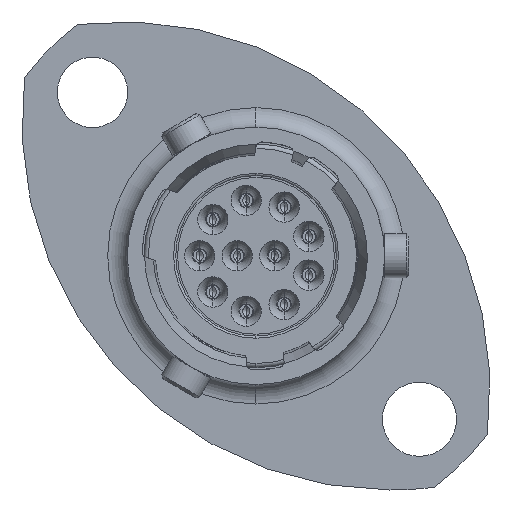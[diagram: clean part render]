
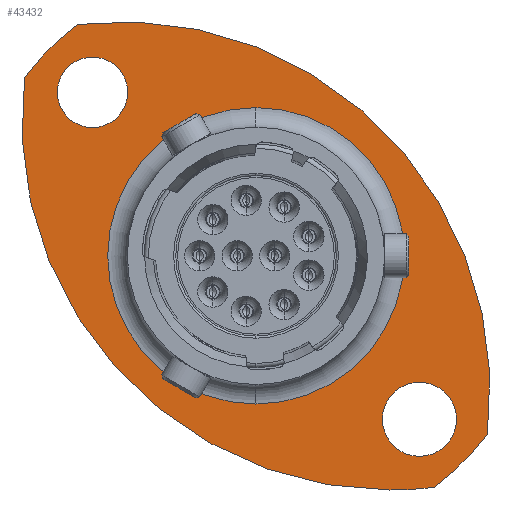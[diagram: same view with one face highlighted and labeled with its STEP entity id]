
A CAD part, left-side view. The second image highlights one B-rep face of the part: STEP entity #43432.
In plain terms, the highlighted planar face has unit normal (-1, 0, 0).
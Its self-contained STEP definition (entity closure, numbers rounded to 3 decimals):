
#115 = EDGE_CURVE ( 'NONE', #20574, #32127, #22595, .T. ) ;
#187 = EDGE_CURVE ( 'NONE', #32127, #20574, #1667, .T. ) ;
#371 = EDGE_LOOP ( 'NONE', ( #19952, #3165 ) ) ;
#916 = EDGE_LOOP ( 'NONE', ( #43196, #5769 ) ) ;
#1286 = DIRECTION ( 'NONE',  ( -1., 0., 0. ) ) ;
#1667 = CIRCLE ( 'NONE', #37226, 1.712 ) ;
#2737 = EDGE_CURVE ( 'NONE', #40190, #29663, #48672, .T. ) ;
#2831 = FACE_OUTER_BOUND ( 'NONE', #49030, .T. ) ;
#2839 = AXIS2_PLACEMENT_3D ( 'NONE', #62114, #6802, #32323 ) ;
#2996 = CARTESIAN_POINT ( 'NONE',  ( 15.98, 0., 0. ) ) ;
#3138 = CIRCLE ( 'NONE', #29810, 13.5 ) ;
#3165 = ORIENTED_EDGE ( 'NONE', *, *, #54401, .F. ) ;
#5769 = ORIENTED_EDGE ( 'NONE', *, *, #21781, .T. ) ;
#5870 = CIRCLE ( 'NONE', #33107, 1.625 ) ;
#6079 = AXIS2_PLACEMENT_3D ( 'NONE', #34427, #44435, #24703 ) ;
#6802 = DIRECTION ( 'NONE',  ( 1., 0., 0. ) ) ;
#7318 = DIRECTION ( 'NONE',  ( -1., 0., 0. ) ) ;
#7915 = DIRECTION ( 'NONE',  ( 0., 0., -1. ) ) ;
#8352 = CARTESIAN_POINT ( 'NONE',  ( 15.98, 7.548, 9.173 ) ) ;
#8664 = ORIENTED_EDGE ( 'NONE', *, *, #49032, .T. ) ;
#9312 = DIRECTION ( 'NONE',  ( -1., 0., 0. ) ) ;
#10300 = DIRECTION ( 'NONE',  ( -1., 0., 0. ) ) ;
#10419 = CARTESIAN_POINT ( 'NONE',  ( 15.98, 7.548, 5.923 ) ) ;
#11663 = DIRECTION ( 'NONE',  ( -1., 0., 0. ) ) ;
#12033 = EDGE_CURVE ( 'NONE', #27094, #40190, #3138, .T. ) ;
#12073 = AXIS2_PLACEMENT_3D ( 'NONE', #54330, #39974, #14412 ) ;
#12725 = CARTESIAN_POINT ( 'NONE',  ( 15.98, -8.248, -10.687 ) ) ;
#13360 = AXIS2_PLACEMENT_3D ( 'NONE', #32363, #17659, #22621 ) ;
#14412 = DIRECTION ( 'NONE',  ( 0., 0., -1. ) ) ;
#14429 = ORIENTED_EDGE ( 'NONE', *, *, #25607, .T. ) ;
#16402 = AXIS2_PLACEMENT_3D ( 'NONE', #25473, #10300, #45641 ) ;
#17659 = DIRECTION ( 'NONE',  ( 1., 0., 0. ) ) ;
#18760 = CARTESIAN_POINT ( 'NONE',  ( 15.98, 0., 6.845 ) ) ;
#19952 = ORIENTED_EDGE ( 'NONE', *, *, #21298, .F. ) ;
#20381 = AXIS2_PLACEMENT_3D ( 'NONE', #55240, #1286, #25543 ) ;
#20574 = VERTEX_POINT ( 'NONE', #28661 ) ;
#20682 = VERTEX_POINT ( 'NONE', #42545 ) ;
#21203 = ORIENTED_EDGE ( 'NONE', *, *, #115, .F. ) ;
#21223 = VERTEX_POINT ( 'NONE', #12725 ) ;
#21298 = EDGE_CURVE ( 'NONE', #29768, #37319, #5870, .T. ) ;
#21781 = EDGE_CURVE ( 'NONE', #34065, #20682, #58222, .T. ) ;
#22298 = ORIENTED_EDGE ( 'NONE', *, *, #187, .F. ) ;
#22455 = CARTESIAN_POINT ( 'NONE',  ( 15.98, 7.548, 7.548 ) ) ;
#22595 = CIRCLE ( 'NONE', #6079, 1.712 ) ;
#22621 = DIRECTION ( 'NONE',  ( 0., 0., -1. ) ) ;
#23603 = ORIENTED_EDGE ( 'NONE', *, *, #12033, .T. ) ;
#24703 = DIRECTION ( 'NONE',  ( 0., 0., -1. ) ) ;
#25064 = DIRECTION ( 'NONE',  ( -1., 0., 0. ) ) ;
#25473 = CARTESIAN_POINT ( 'NONE',  ( 15.98, 6.187, -6.187 ) ) ;
#25543 = DIRECTION ( 'NONE',  ( 0., 0., -1. ) ) ;
#25607 = EDGE_CURVE ( 'NONE', #29663, #21223, #64144, .T. ) ;
#27094 = VERTEX_POINT ( 'NONE', #38245 ) ;
#27505 = AXIS2_PLACEMENT_3D ( 'NONE', #44741, #59752, #34946 ) ;
#28661 = CARTESIAN_POINT ( 'NONE',  ( 15.98, -7.548, -5.837 ) ) ;
#28752 = ORIENTED_EDGE ( 'NONE', *, *, #2737, .T. ) ;
#29484 = CARTESIAN_POINT ( 'NONE',  ( 15.98, -7.548, -7.548 ) ) ;
#29663 = VERTEX_POINT ( 'NONE', #43596 ) ;
#29768 = VERTEX_POINT ( 'NONE', #10419 ) ;
#29810 = AXIS2_PLACEMENT_3D ( 'NONE', #2996, #7318, #57434 ) ;
#29844 = CARTESIAN_POINT ( 'NONE',  ( 15.98, -6.187, 6.187 ) ) ;
#32127 = VERTEX_POINT ( 'NONE', #58660 ) ;
#32323 = DIRECTION ( 'NONE',  ( 0., 0., -1. ) ) ;
#32363 = CARTESIAN_POINT ( 'NONE',  ( 15.98, 0., 0. ) ) ;
#33107 = AXIS2_PLACEMENT_3D ( 'NONE', #22455, #57175, #7915 ) ;
#33802 = DIRECTION ( 'NONE',  ( 0., 0., -1. ) ) ;
#34065 = VERTEX_POINT ( 'NONE', #18760 ) ;
#34427 = CARTESIAN_POINT ( 'NONE',  ( 15.98, -7.548, -7.548 ) ) ;
#34946 = DIRECTION ( 'NONE',  ( 0., 0., -1. ) ) ;
#35027 = VERTEX_POINT ( 'NONE', #48081 ) ;
#35193 = CARTESIAN_POINT ( 'NONE',  ( 15.98, 10.687, 8.248 ) ) ;
#36152 = FACE_BOUND ( 'NONE', #916, .T. ) ;
#37226 = AXIS2_PLACEMENT_3D ( 'NONE', #29484, #9312, #33802 ) ;
#37319 = VERTEX_POINT ( 'NONE', #8352 ) ;
#38245 = CARTESIAN_POINT ( 'NONE',  ( 15.98, 8.248, 10.687 ) ) ;
#38704 = EDGE_CURVE ( 'NONE', #20682, #34065, #54205, .T. ) ;
#39508 = PLANE ( 'NONE',  #27505 ) ;
#39974 = DIRECTION ( 'NONE',  ( -1., 0., 0. ) ) ;
#40035 = EDGE_CURVE ( 'NONE', #35027, #27094, #49795, .T. ) ;
#40190 = VERTEX_POINT ( 'NONE', #35193 ) ;
#40306 = CIRCLE ( 'NONE', #60027, 13.5 ) ;
#42545 = CARTESIAN_POINT ( 'NONE',  ( 15.98, 0., -6.845 ) ) ;
#43196 = ORIENTED_EDGE ( 'NONE', *, *, #38704, .T. ) ;
#43432 = ADVANCED_FACE ( 'NONE', ( #36152, #43944, #53206, #2831 ), #39508, .F. ) ;
#43596 = CARTESIAN_POINT ( 'NONE',  ( 15.98, -6.187, -10.813 ) ) ;
#43944 = FACE_BOUND ( 'NONE', #64214, .T. ) ;
#44435 = DIRECTION ( 'NONE',  ( -1., 0., 0. ) ) ;
#44741 = CARTESIAN_POINT ( 'NONE',  ( 15.98, 5.945, 0. ) ) ;
#45641 = DIRECTION ( 'NONE',  ( 0., 0., -1. ) ) ;
#46145 = DIRECTION ( 'NONE',  ( 0., 0., 1. ) ) ;
#48081 = CARTESIAN_POINT ( 'NONE',  ( 15.98, -10.687, -8.248 ) ) ;
#48672 = CIRCLE ( 'NONE', #20381, 17. ) ;
#49030 = EDGE_LOOP ( 'NONE', ( #28752, #14429, #8664, #63639, #23603 ) ) ;
#49032 = EDGE_CURVE ( 'NONE', #21223, #35027, #40306, .T. ) ;
#49795 = CIRCLE ( 'NONE', #16402, 17. ) ;
#50936 = CARTESIAN_POINT ( 'NONE',  ( 15.98, 0., 0. ) ) ;
#52124 = AXIS2_PLACEMENT_3D ( 'NONE', #29844, #25064, #55425 ) ;
#53206 = FACE_BOUND ( 'NONE', #371, .T. ) ;
#54205 = CIRCLE ( 'NONE', #13360, 6.845 ) ;
#54330 = CARTESIAN_POINT ( 'NONE',  ( 15.98, 7.548, 7.548 ) ) ;
#54401 = EDGE_CURVE ( 'NONE', #37319, #29768, #56836, .T. ) ;
#55240 = CARTESIAN_POINT ( 'NONE',  ( 15.98, -6.187, 6.187 ) ) ;
#55425 = DIRECTION ( 'NONE',  ( 0., 0., -1. ) ) ;
#56836 = CIRCLE ( 'NONE', #12073, 1.625 ) ;
#57175 = DIRECTION ( 'NONE',  ( -1., 0., 0. ) ) ;
#57434 = DIRECTION ( 'NONE',  ( 0., 0., 1. ) ) ;
#58222 = CIRCLE ( 'NONE', #2839, 6.845 ) ;
#58660 = CARTESIAN_POINT ( 'NONE',  ( 15.98, -7.548, -9.26 ) ) ;
#59752 = DIRECTION ( 'NONE',  ( 1., 0., 0. ) ) ;
#60027 = AXIS2_PLACEMENT_3D ( 'NONE', #50936, #11663, #46145 ) ;
#62114 = CARTESIAN_POINT ( 'NONE',  ( 15.98, 0., 0. ) ) ;
#63639 = ORIENTED_EDGE ( 'NONE', *, *, #40035, .T. ) ;
#64144 = CIRCLE ( 'NONE', #52124, 17. ) ;
#64214 = EDGE_LOOP ( 'NONE', ( #22298, #21203 ) ) ;
